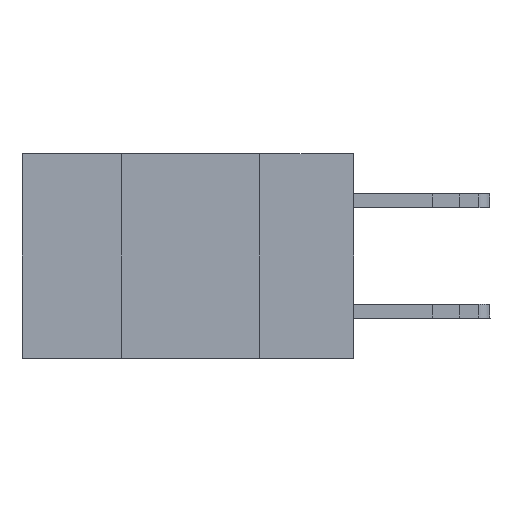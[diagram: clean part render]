
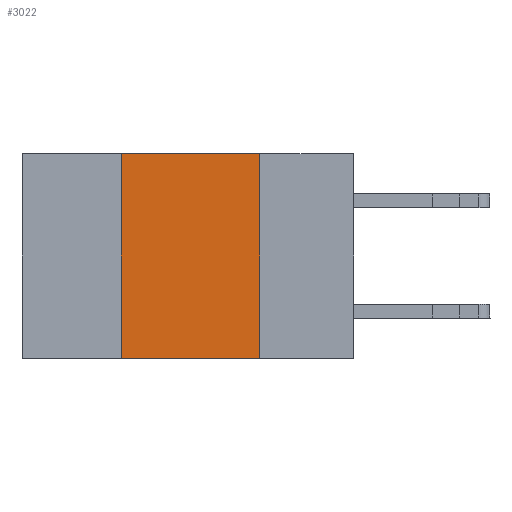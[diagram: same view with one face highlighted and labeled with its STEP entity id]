
A CAD part, left-side view. The second image highlights one B-rep face of the part: STEP entity #3022.
In plain terms, the highlighted planar face has unit normal (-1, 0, 0).
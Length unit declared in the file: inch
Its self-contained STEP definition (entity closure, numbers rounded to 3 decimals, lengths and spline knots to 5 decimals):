
#1283 = EDGE_CURVE ( 'NONE', #12242, #10735, #6175, .T. ) ;
#1776 = VERTEX_POINT ( 'NONE', #11054 ) ;
#1805 = LINE ( 'NONE', #14741, #16619 ) ;
#2005 = CARTESIAN_POINT ( 'NONE',  ( 0., 0.17, 0. ) ) ;
#2388 = CARTESIAN_POINT ( 'NONE',  ( 0., 0.6, 0. ) ) ;
#3022 = ADVANCED_FACE ( 'NONE', ( #3332 ), #11525, .F. ) ;
#3332 = FACE_OUTER_BOUND ( 'NONE', #11647, .T. ) ;
#3550 = VERTEX_POINT ( 'NONE', #2005 ) ;
#4817 = VECTOR ( 'NONE', #5386, 39.37008 ) ;
#5274 = LINE ( 'NONE', #16476, #4817 ) ;
#5386 = DIRECTION ( 'NONE',  ( 0., 0., -1. ) ) ;
#5494 = DIRECTION ( 'NONE',  ( 0., 0., -1. ) ) ;
#6175 = LINE ( 'NONE', #15143, #13607 ) ;
#6434 = DIRECTION ( 'NONE',  ( 0., -1., 0. ) ) ;
#6517 = ORIENTED_EDGE ( 'NONE', *, *, #12055, .F. ) ;
#6518 = DIRECTION ( 'NONE',  ( 1., 0., 0. ) ) ;
#7314 = CARTESIAN_POINT ( 'NONE',  ( 0., 0.42, -0.37 ) ) ;
#9096 = LINE ( 'NONE', #9647, #9548 ) ;
#9548 = VECTOR ( 'NONE', #11031, 39.37008 ) ;
#9647 = CARTESIAN_POINT ( 'NONE',  ( 0., 0.6, 0. ) ) ;
#10580 = EDGE_CURVE ( 'NONE', #12242, #1776, #1805, .T. ) ;
#10735 = VERTEX_POINT ( 'NONE', #16624 ) ;
#11031 = DIRECTION ( 'NONE',  ( 0., -1., 0. ) ) ;
#11054 = CARTESIAN_POINT ( 'NONE',  ( 0., 0.17, -0.37 ) ) ;
#11525 = PLANE ( 'NONE',  #17611 ) ;
#11647 = EDGE_LOOP ( 'NONE', ( #13504, #6517, #13931, #17939 ) ) ;
#12055 = EDGE_CURVE ( 'NONE', #10735, #3550, #9096, .T. ) ;
#12068 = EDGE_CURVE ( 'NONE', #3550, #1776, #5274, .T. ) ;
#12242 = VERTEX_POINT ( 'NONE', #7314 ) ;
#13504 = ORIENTED_EDGE ( 'NONE', *, *, #12068, .F. ) ;
#13607 = VECTOR ( 'NONE', #16929, 39.37008 ) ;
#13931 = ORIENTED_EDGE ( 'NONE', *, *, #1283, .F. ) ;
#14741 = CARTESIAN_POINT ( 'NONE',  ( 0., 0.6, -0.37 ) ) ;
#15143 = CARTESIAN_POINT ( 'NONE',  ( 0., 0.42, 0. ) ) ;
#16476 = CARTESIAN_POINT ( 'NONE',  ( 0., 0.17, 0. ) ) ;
#16619 = VECTOR ( 'NONE', #6434, 39.37008 ) ;
#16624 = CARTESIAN_POINT ( 'NONE',  ( 0., 0.42, 0. ) ) ;
#16929 = DIRECTION ( 'NONE',  ( 0., 0., 1. ) ) ;
#17611 = AXIS2_PLACEMENT_3D ( 'NONE', #2388, #6518, #5494 ) ;
#17939 = ORIENTED_EDGE ( 'NONE', *, *, #10580, .T. ) ;
